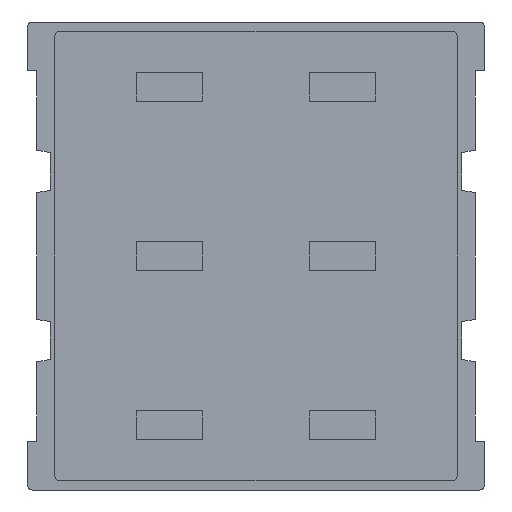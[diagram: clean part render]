
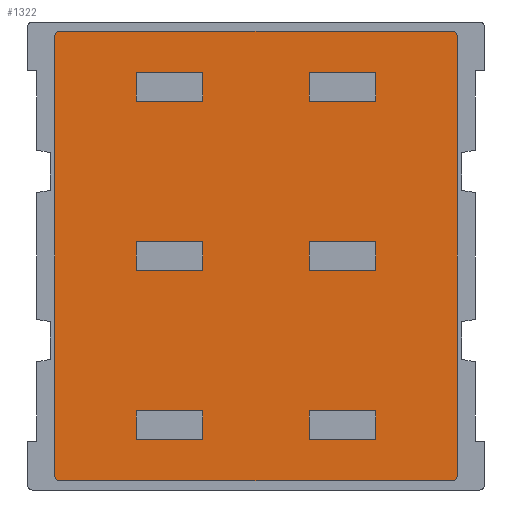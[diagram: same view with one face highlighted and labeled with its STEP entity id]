
A CAD part, front view. The second image highlights one B-rep face of the part: STEP entity #1322.
In plain terms, the highlighted planar face has unit normal (0, -1, 0).
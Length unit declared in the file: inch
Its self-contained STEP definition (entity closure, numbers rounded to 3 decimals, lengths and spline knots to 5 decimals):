
#25=FACE_BOUND('',#106,.T.);
#26=FACE_BOUND('',#107,.T.);
#27=FACE_BOUND('',#108,.T.);
#28=FACE_BOUND('',#109,.T.);
#29=FACE_BOUND('',#110,.T.);
#30=FACE_BOUND('',#111,.T.);
#32=FACE_OUTER_BOUND('',#105,.T.);
#105=EDGE_LOOP('',(#873,#874,#875,#876,#877,#878,#879,#880));
#106=EDGE_LOOP('',(#881,#882,#883,#884));
#107=EDGE_LOOP('',(#885,#886,#887,#888));
#108=EDGE_LOOP('',(#889,#890,#891,#892));
#109=EDGE_LOOP('',(#893,#894,#895,#896));
#110=EDGE_LOOP('',(#897,#898,#899,#900));
#111=EDGE_LOOP('',(#901,#902,#903,#904));
#185=LINE('',#1848,#361);
#186=LINE('',#1852,#362);
#187=LINE('',#1856,#363);
#188=LINE('',#1859,#364);
#189=LINE('',#1862,#365);
#190=LINE('',#1864,#366);
#191=LINE('',#1866,#367);
#192=LINE('',#1867,#368);
#193=LINE('',#1870,#369);
#194=LINE('',#1872,#370);
#195=LINE('',#1874,#371);
#196=LINE('',#1875,#372);
#197=LINE('',#1878,#373);
#198=LINE('',#1880,#374);
#199=LINE('',#1882,#375);
#200=LINE('',#1883,#376);
#201=LINE('',#1886,#377);
#202=LINE('',#1888,#378);
#203=LINE('',#1890,#379);
#204=LINE('',#1891,#380);
#205=LINE('',#1894,#381);
#206=LINE('',#1896,#382);
#207=LINE('',#1898,#383);
#208=LINE('',#1899,#384);
#209=LINE('',#1902,#385);
#210=LINE('',#1904,#386);
#211=LINE('',#1906,#387);
#212=LINE('',#1907,#388);
#361=VECTOR('',#1492,0.42976);
#362=VECTOR('',#1495,0.48176);
#363=VECTOR('',#1498,0.42976);
#364=VECTOR('',#1501,0.48176);
#365=VECTOR('',#1502,0.073);
#366=VECTOR('',#1503,0.031);
#367=VECTOR('',#1504,0.073);
#368=VECTOR('',#1505,0.031);
#369=VECTOR('',#1506,0.073);
#370=VECTOR('',#1507,0.031);
#371=VECTOR('',#1508,0.073);
#372=VECTOR('',#1509,0.031);
#373=VECTOR('',#1510,0.073);
#374=VECTOR('',#1511,0.031);
#375=VECTOR('',#1512,0.073);
#376=VECTOR('',#1513,0.031);
#377=VECTOR('',#1514,0.073);
#378=VECTOR('',#1515,0.031);
#379=VECTOR('',#1516,0.073);
#380=VECTOR('',#1517,0.031);
#381=VECTOR('',#1518,0.073);
#382=VECTOR('',#1519,0.031);
#383=VECTOR('',#1520,0.073);
#384=VECTOR('',#1521,0.031);
#385=VECTOR('',#1522,0.073);
#386=VECTOR('',#1523,0.031);
#387=VECTOR('',#1524,0.073);
#388=VECTOR('',#1525,0.031);
#537=CIRCLE('',#1398,0.00512);
#538=CIRCLE('',#1399,0.00512);
#539=CIRCLE('',#1400,0.00512);
#540=CIRCLE('',#1401,0.00512);
#553=VERTEX_POINT('',#1844);
#554=VERTEX_POINT('',#1845);
#555=VERTEX_POINT('',#1847);
#556=VERTEX_POINT('',#1849);
#557=VERTEX_POINT('',#1851);
#558=VERTEX_POINT('',#1853);
#559=VERTEX_POINT('',#1855);
#560=VERTEX_POINT('',#1857);
#561=VERTEX_POINT('',#1860);
#562=VERTEX_POINT('',#1861);
#563=VERTEX_POINT('',#1863);
#564=VERTEX_POINT('',#1865);
#565=VERTEX_POINT('',#1868);
#566=VERTEX_POINT('',#1869);
#567=VERTEX_POINT('',#1871);
#568=VERTEX_POINT('',#1873);
#569=VERTEX_POINT('',#1876);
#570=VERTEX_POINT('',#1877);
#571=VERTEX_POINT('',#1879);
#572=VERTEX_POINT('',#1881);
#573=VERTEX_POINT('',#1884);
#574=VERTEX_POINT('',#1885);
#575=VERTEX_POINT('',#1887);
#576=VERTEX_POINT('',#1889);
#577=VERTEX_POINT('',#1892);
#578=VERTEX_POINT('',#1893);
#579=VERTEX_POINT('',#1895);
#580=VERTEX_POINT('',#1897);
#581=VERTEX_POINT('',#1900);
#582=VERTEX_POINT('',#1901);
#583=VERTEX_POINT('',#1903);
#584=VERTEX_POINT('',#1905);
#681=EDGE_CURVE('',#553,#554,#537,.T.);
#682=EDGE_CURVE('',#555,#553,#185,.T.);
#683=EDGE_CURVE('',#556,#555,#538,.T.);
#684=EDGE_CURVE('',#557,#556,#186,.T.);
#685=EDGE_CURVE('',#558,#557,#539,.T.);
#686=EDGE_CURVE('',#559,#558,#187,.T.);
#687=EDGE_CURVE('',#560,#559,#540,.T.);
#688=EDGE_CURVE('',#554,#560,#188,.T.);
#689=EDGE_CURVE('',#561,#562,#189,.T.);
#690=EDGE_CURVE('',#563,#561,#190,.T.);
#691=EDGE_CURVE('',#564,#563,#191,.T.);
#692=EDGE_CURVE('',#562,#564,#192,.T.);
#693=EDGE_CURVE('',#565,#566,#193,.T.);
#694=EDGE_CURVE('',#567,#565,#194,.T.);
#695=EDGE_CURVE('',#568,#567,#195,.T.);
#696=EDGE_CURVE('',#566,#568,#196,.T.);
#697=EDGE_CURVE('',#569,#570,#197,.T.);
#698=EDGE_CURVE('',#571,#569,#198,.T.);
#699=EDGE_CURVE('',#572,#571,#199,.T.);
#700=EDGE_CURVE('',#570,#572,#200,.T.);
#701=EDGE_CURVE('',#573,#574,#201,.T.);
#702=EDGE_CURVE('',#575,#573,#202,.T.);
#703=EDGE_CURVE('',#576,#575,#203,.T.);
#704=EDGE_CURVE('',#574,#576,#204,.T.);
#705=EDGE_CURVE('',#577,#578,#205,.T.);
#706=EDGE_CURVE('',#579,#577,#206,.T.);
#707=EDGE_CURVE('',#580,#579,#207,.T.);
#708=EDGE_CURVE('',#578,#580,#208,.T.);
#709=EDGE_CURVE('',#581,#582,#209,.T.);
#710=EDGE_CURVE('',#583,#581,#210,.T.);
#711=EDGE_CURVE('',#584,#583,#211,.T.);
#712=EDGE_CURVE('',#582,#584,#212,.T.);
#873=ORIENTED_EDGE('',*,*,#681,.F.);
#874=ORIENTED_EDGE('',*,*,#682,.F.);
#875=ORIENTED_EDGE('',*,*,#683,.F.);
#876=ORIENTED_EDGE('',*,*,#684,.F.);
#877=ORIENTED_EDGE('',*,*,#685,.F.);
#878=ORIENTED_EDGE('',*,*,#686,.F.);
#879=ORIENTED_EDGE('',*,*,#687,.F.);
#880=ORIENTED_EDGE('',*,*,#688,.F.);
#881=ORIENTED_EDGE('',*,*,#689,.F.);
#882=ORIENTED_EDGE('',*,*,#690,.F.);
#883=ORIENTED_EDGE('',*,*,#691,.F.);
#884=ORIENTED_EDGE('',*,*,#692,.F.);
#885=ORIENTED_EDGE('',*,*,#693,.F.);
#886=ORIENTED_EDGE('',*,*,#694,.F.);
#887=ORIENTED_EDGE('',*,*,#695,.F.);
#888=ORIENTED_EDGE('',*,*,#696,.F.);
#889=ORIENTED_EDGE('',*,*,#697,.F.);
#890=ORIENTED_EDGE('',*,*,#698,.F.);
#891=ORIENTED_EDGE('',*,*,#699,.F.);
#892=ORIENTED_EDGE('',*,*,#700,.F.);
#893=ORIENTED_EDGE('',*,*,#701,.F.);
#894=ORIENTED_EDGE('',*,*,#702,.F.);
#895=ORIENTED_EDGE('',*,*,#703,.F.);
#896=ORIENTED_EDGE('',*,*,#704,.F.);
#897=ORIENTED_EDGE('',*,*,#705,.F.);
#898=ORIENTED_EDGE('',*,*,#706,.F.);
#899=ORIENTED_EDGE('',*,*,#707,.F.);
#900=ORIENTED_EDGE('',*,*,#708,.F.);
#901=ORIENTED_EDGE('',*,*,#709,.F.);
#902=ORIENTED_EDGE('',*,*,#710,.F.);
#903=ORIENTED_EDGE('',*,*,#711,.F.);
#904=ORIENTED_EDGE('',*,*,#712,.F.);
#1257=PLANE('',#1397);
#1322=ADVANCED_FACE('',(#32,#25,#26,#27,#28,#29,#30),#1257,.F.);
#1397=AXIS2_PLACEMENT_3D('',#1843,#1488,#1489);
#1398=AXIS2_PLACEMENT_3D('',#1846,#1490,#1491);
#1399=AXIS2_PLACEMENT_3D('',#1850,#1493,#1494);
#1400=AXIS2_PLACEMENT_3D('',#1854,#1496,#1497);
#1401=AXIS2_PLACEMENT_3D('',#1858,#1499,#1500);
#1488=DIRECTION('center_axis',(0.,1.,0.));
#1489=DIRECTION('ref_axis',(0.,0.,1.));
#1490=DIRECTION('center_axis',(0.,1.,0.));
#1491=DIRECTION('ref_axis',(1.,0.,0.));
#1492=DIRECTION('',(-1.,0.,0.));
#1493=DIRECTION('center_axis',(0.,1.,0.));
#1494=DIRECTION('ref_axis',(1.,0.,0.));
#1495=DIRECTION('',(0.,0.,-1.));
#1496=DIRECTION('center_axis',(0.,1.,0.));
#1497=DIRECTION('ref_axis',(1.,0.,0.));
#1498=DIRECTION('',(1.,0.,0.));
#1499=DIRECTION('center_axis',(0.,1.,0.));
#1500=DIRECTION('ref_axis',(1.,0.,0.));
#1501=DIRECTION('',(0.,0.,1.));
#1502=DIRECTION('',(1.,0.,0.));
#1503=DIRECTION('',(0.,0.,-1.));
#1504=DIRECTION('',(-1.,0.,0.));
#1505=DIRECTION('',(0.,0.,1.));
#1506=DIRECTION('',(1.,0.,0.));
#1507=DIRECTION('',(0.,0.,-1.));
#1508=DIRECTION('',(-1.,0.,0.));
#1509=DIRECTION('',(0.,0.,1.));
#1510=DIRECTION('',(1.,0.,0.));
#1511=DIRECTION('',(0.,0.,-1.));
#1512=DIRECTION('',(-1.,0.,0.));
#1513=DIRECTION('',(0.,0.,1.));
#1514=DIRECTION('',(1.,0.,0.));
#1515=DIRECTION('',(0.,0.,-1.));
#1516=DIRECTION('',(-1.,0.,0.));
#1517=DIRECTION('',(0.,0.,1.));
#1518=DIRECTION('',(1.,0.,0.));
#1519=DIRECTION('',(0.,0.,-1.));
#1520=DIRECTION('',(-1.,0.,0.));
#1521=DIRECTION('',(0.,0.,1.));
#1522=DIRECTION('',(1.,0.,0.));
#1523=DIRECTION('',(0.,0.,-1.));
#1524=DIRECTION('',(-1.,0.,0.));
#1525=DIRECTION('',(0.,0.,1.));
#1843=CARTESIAN_POINT('Origin',(-0.21488,-0.37,-0.24088));
#1844=CARTESIAN_POINT('',(-0.21488,-0.37,-0.246));
#1845=CARTESIAN_POINT('',(-0.22,-0.37,-0.24088));
#1846=CARTESIAN_POINT('Origin',(-0.21488,-0.37,-0.24088));
#1847=CARTESIAN_POINT('',(0.21488,-0.37,-0.246));
#1848=CARTESIAN_POINT('',(0.21488,-0.37,-0.246));
#1849=CARTESIAN_POINT('',(0.22,-0.37,-0.24088));
#1850=CARTESIAN_POINT('Origin',(0.21488,-0.37,-0.24088));
#1851=CARTESIAN_POINT('',(0.22,-0.37,0.24088));
#1852=CARTESIAN_POINT('',(0.22,-0.37,0.24088));
#1853=CARTESIAN_POINT('',(0.21488,-0.37,0.246));
#1854=CARTESIAN_POINT('Origin',(0.21488,-0.37,0.24088));
#1855=CARTESIAN_POINT('',(-0.21488,-0.37,0.246));
#1856=CARTESIAN_POINT('',(-0.21488,-0.37,0.246));
#1857=CARTESIAN_POINT('',(-0.22,-0.37,0.24088));
#1858=CARTESIAN_POINT('Origin',(-0.21488,-0.37,0.24088));
#1859=CARTESIAN_POINT('',(-0.22,-0.37,-0.24088));
#1860=CARTESIAN_POINT('',(0.058,-0.37,-0.2005));
#1861=CARTESIAN_POINT('',(0.131,-0.37,-0.2005));
#1862=CARTESIAN_POINT('',(-0.21488,-0.37,-0.2005));
#1863=CARTESIAN_POINT('',(0.058,-0.37,-0.1695));
#1864=CARTESIAN_POINT('',(0.058,-0.37,-0.24088));
#1865=CARTESIAN_POINT('',(0.131,-0.37,-0.1695));
#1866=CARTESIAN_POINT('',(-0.21488,-0.37,-0.1695));
#1867=CARTESIAN_POINT('',(0.131,-0.37,-0.24088));
#1868=CARTESIAN_POINT('',(0.058,-0.37,-0.0155));
#1869=CARTESIAN_POINT('',(0.131,-0.37,-0.0155));
#1870=CARTESIAN_POINT('',(-0.21488,-0.37,-0.0155));
#1871=CARTESIAN_POINT('',(0.058,-0.37,0.0155));
#1872=CARTESIAN_POINT('',(0.058,-0.37,-0.24088));
#1873=CARTESIAN_POINT('',(0.131,-0.37,0.0155));
#1874=CARTESIAN_POINT('',(-0.21488,-0.37,0.0155));
#1875=CARTESIAN_POINT('',(0.131,-0.37,-0.24088));
#1876=CARTESIAN_POINT('',(0.058,-0.37,0.1695));
#1877=CARTESIAN_POINT('',(0.131,-0.37,0.1695));
#1878=CARTESIAN_POINT('',(-0.21488,-0.37,0.1695));
#1879=CARTESIAN_POINT('',(0.058,-0.37,0.2005));
#1880=CARTESIAN_POINT('',(0.058,-0.37,-0.24088));
#1881=CARTESIAN_POINT('',(0.131,-0.37,0.2005));
#1882=CARTESIAN_POINT('',(-0.21488,-0.37,0.2005));
#1883=CARTESIAN_POINT('',(0.131,-0.37,-0.24088));
#1884=CARTESIAN_POINT('',(-0.131,-0.37,0.1695));
#1885=CARTESIAN_POINT('',(-0.058,-0.37,0.1695));
#1886=CARTESIAN_POINT('',(-0.21488,-0.37,0.1695));
#1887=CARTESIAN_POINT('',(-0.131,-0.37,0.2005));
#1888=CARTESIAN_POINT('',(-0.131,-0.37,-0.24088));
#1889=CARTESIAN_POINT('',(-0.058,-0.37,0.2005));
#1890=CARTESIAN_POINT('',(-0.21488,-0.37,0.2005));
#1891=CARTESIAN_POINT('',(-0.058,-0.37,-0.24088));
#1892=CARTESIAN_POINT('',(-0.131,-0.37,-0.0155));
#1893=CARTESIAN_POINT('',(-0.058,-0.37,-0.0155));
#1894=CARTESIAN_POINT('',(-0.21488,-0.37,-0.0155));
#1895=CARTESIAN_POINT('',(-0.131,-0.37,0.0155));
#1896=CARTESIAN_POINT('',(-0.131,-0.37,-0.24088));
#1897=CARTESIAN_POINT('',(-0.058,-0.37,0.0155));
#1898=CARTESIAN_POINT('',(-0.21488,-0.37,0.0155));
#1899=CARTESIAN_POINT('',(-0.058,-0.37,-0.24088));
#1900=CARTESIAN_POINT('',(-0.131,-0.37,-0.2005));
#1901=CARTESIAN_POINT('',(-0.058,-0.37,-0.2005));
#1902=CARTESIAN_POINT('',(-0.21488,-0.37,-0.2005));
#1903=CARTESIAN_POINT('',(-0.131,-0.37,-0.1695));
#1904=CARTESIAN_POINT('',(-0.131,-0.37,-0.24088));
#1905=CARTESIAN_POINT('',(-0.058,-0.37,-0.1695));
#1906=CARTESIAN_POINT('',(-0.21488,-0.37,-0.1695));
#1907=CARTESIAN_POINT('',(-0.058,-0.37,-0.24088));
